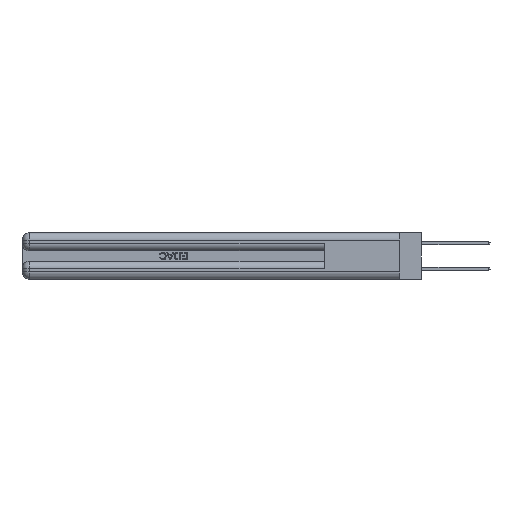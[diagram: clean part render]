
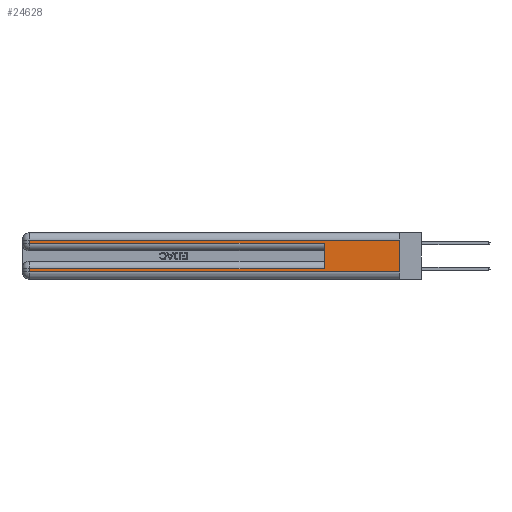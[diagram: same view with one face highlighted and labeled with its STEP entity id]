
A CAD part, left-side view. The second image highlights one B-rep face of the part: STEP entity #24628.
In plain terms, the highlighted planar face has unit normal (-1, 0, 0).
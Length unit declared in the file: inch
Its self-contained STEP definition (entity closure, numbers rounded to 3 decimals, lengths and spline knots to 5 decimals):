
#6 = ORIENTED_EDGE ( 'NONE', *, *, #21489, .T. ) ;
#1117 = VERTEX_POINT ( 'NONE', #8323 ) ;
#3095 = VERTEX_POINT ( 'NONE', #34728 ) ;
#5672 = CARTESIAN_POINT ( 'NONE',  ( 0., 0., 0.37 ) ) ;
#6488 = LINE ( 'NONE', #8293, #36810 ) ;
#8037 = CARTESIAN_POINT ( 'NONE',  ( 0., 2.94, 0.06 ) ) ;
#8293 = CARTESIAN_POINT ( 'NONE',  ( 0., 0., 0.31 ) ) ;
#8323 = CARTESIAN_POINT ( 'NONE',  ( 0., 0.6, 0.085 ) ) ;
#9695 = DIRECTION ( 'NONE',  ( 0., 0., -1. ) ) ;
#10006 = ORIENTED_EDGE ( 'NONE', *, *, #21116, .T. ) ;
#10166 = DIRECTION ( 'NONE',  ( 0., 0., -1. ) ) ;
#10879 = DIRECTION ( 'NONE',  ( 0., -1., 0. ) ) ;
#12298 = CARTESIAN_POINT ( 'NONE',  ( 0., 0., 0.31 ) ) ;
#13279 = CARTESIAN_POINT ( 'NONE',  ( 0., 0., 0.085 ) ) ;
#13499 = VERTEX_POINT ( 'NONE', #12298 ) ;
#14268 = CARTESIAN_POINT ( 'NONE',  ( 0., 2.94, 0.31 ) ) ;
#14273 = VERTEX_POINT ( 'NONE', #19586 ) ;
#15541 = EDGE_CURVE ( 'NONE', #1117, #30052, #30579, .T. ) ;
#15573 = AXIS2_PLACEMENT_3D ( 'NONE', #38776, #46758, #23077 ) ;
#16018 = CARTESIAN_POINT ( 'NONE',  ( 0., 0.6, 0.145 ) ) ;
#16376 = VECTOR ( 'NONE', #47623, 39.37008 ) ;
#17263 = DIRECTION ( 'NONE',  ( 0., 1., 0. ) ) ;
#17876 = EDGE_CURVE ( 'NONE', #13499, #49204, #6488, .T. ) ;
#19586 = CARTESIAN_POINT ( 'NONE',  ( 0., 0., 0.06 ) ) ;
#21116 = EDGE_CURVE ( 'NONE', #43441, #14273, #47017, .T. ) ;
#21489 = EDGE_CURVE ( 'NONE', #49204, #3095, #41396, .T. ) ;
#23077 = DIRECTION ( 'NONE',  ( 0., 0., -1. ) ) ;
#24062 = DIRECTION ( 'NONE',  ( 0., 1., 0. ) ) ;
#24628 = ADVANCED_FACE ( 'NONE', ( #45574 ), #42732, .F. ) ;
#24692 = LINE ( 'NONE', #5672, #33982 ) ;
#24778 = VERTEX_POINT ( 'NONE', #31842 ) ;
#24820 = ORIENTED_EDGE ( 'NONE', *, *, #15541, .F. ) ;
#27104 = VECTOR ( 'NONE', #10879, 39.37008 ) ;
#27128 = VECTOR ( 'NONE', #17263, 39.37008 ) ;
#28235 = DIRECTION ( 'NONE',  ( 0., 0., -1. ) ) ;
#28344 = LINE ( 'NONE', #38504, #27104 ) ;
#29140 = ORIENTED_EDGE ( 'NONE', *, *, #17876, .T. ) ;
#29773 = ORIENTED_EDGE ( 'NONE', *, *, #42283, .T. ) ;
#29847 = CARTESIAN_POINT ( 'NONE',  ( 0., 2.94, 0.37 ) ) ;
#30052 = VERTEX_POINT ( 'NONE', #37046 ) ;
#30556 = VECTOR ( 'NONE', #28235, 39.37008 ) ;
#30579 = LINE ( 'NONE', #16018, #16376 ) ;
#31083 = CARTESIAN_POINT ( 'NONE',  ( 0., 0., 0.06 ) ) ;
#31600 = ORIENTED_EDGE ( 'NONE', *, *, #34051, .T. ) ;
#31842 = CARTESIAN_POINT ( 'NONE',  ( 0., 2.94, 0.085 ) ) ;
#32008 = CARTESIAN_POINT ( 'NONE',  ( 0., 2.94, 0.37 ) ) ;
#32558 = EDGE_LOOP ( 'NONE', ( #48963, #29140, #6, #31600, #24820, #36550, #29773, #10006 ) ) ;
#33982 = VECTOR ( 'NONE', #9695, 39.37008 ) ;
#34051 = EDGE_CURVE ( 'NONE', #3095, #30052, #28344, .T. ) ;
#34728 = CARTESIAN_POINT ( 'NONE',  ( 0., 2.94, 0.285 ) ) ;
#36464 = VECTOR ( 'NONE', #39021, 39.37008 ) ;
#36550 = ORIENTED_EDGE ( 'NONE', *, *, #48294, .T. ) ;
#36810 = VECTOR ( 'NONE', #24062, 39.37008 ) ;
#37046 = CARTESIAN_POINT ( 'NONE',  ( 0., 0.6, 0.285 ) ) ;
#37618 = LINE ( 'NONE', #13279, #27128 ) ;
#38504 = CARTESIAN_POINT ( 'NONE',  ( 0., 0., 0.285 ) ) ;
#38776 = CARTESIAN_POINT ( 'NONE',  ( 0., 0., 0.37 ) ) ;
#39021 = DIRECTION ( 'NONE',  ( 0., -1., 0. ) ) ;
#40131 = VECTOR ( 'NONE', #10166, 39.37008 ) ;
#41041 = LINE ( 'NONE', #32008, #30556 ) ;
#41396 = LINE ( 'NONE', #29847, #40131 ) ;
#42283 = EDGE_CURVE ( 'NONE', #24778, #43441, #41041, .T. ) ;
#42732 = PLANE ( 'NONE',  #15573 ) ;
#43441 = VERTEX_POINT ( 'NONE', #8037 ) ;
#45014 = EDGE_CURVE ( 'NONE', #13499, #14273, #24692, .T. ) ;
#45574 = FACE_OUTER_BOUND ( 'NONE', #32558, .T. ) ;
#46758 = DIRECTION ( 'NONE',  ( 1., 0., 0. ) ) ;
#47017 = LINE ( 'NONE', #31083, #36464 ) ;
#47623 = DIRECTION ( 'NONE',  ( 0., 0., 1. ) ) ;
#48294 = EDGE_CURVE ( 'NONE', #1117, #24778, #37618, .T. ) ;
#48963 = ORIENTED_EDGE ( 'NONE', *, *, #45014, .F. ) ;
#49204 = VERTEX_POINT ( 'NONE', #14268 ) ;
